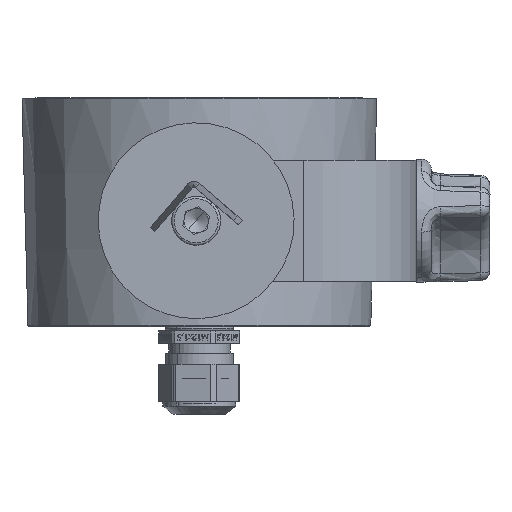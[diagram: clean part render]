
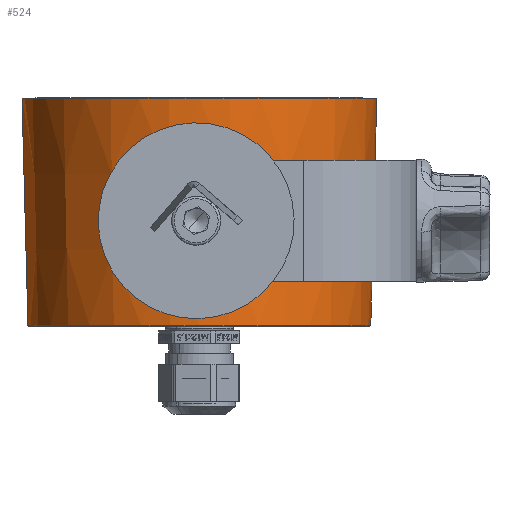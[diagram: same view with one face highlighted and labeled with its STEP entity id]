
A CAD part, front view. The second image highlights one B-rep face of the part: STEP entity #524.
In plain terms, the highlighted conical face has half-angle 1.5 degrees and reference radius 35 mm.
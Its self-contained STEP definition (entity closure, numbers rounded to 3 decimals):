
#245 = EDGE_LOOP ( 'NONE', ( #27722, #22473, #32182, #8226, #31389, #35916, #14545 ) ) ;
#524 = ADVANCED_FACE ( 'NONE', ( #23132 ), #27169, .T. ) ;
#1172 = CARTESIAN_POINT ( 'NONE',  ( 35.349, -2.032, 15.473 ) ) ;
#1380 = VERTEX_POINT ( 'NONE', #30916 ) ;
#1414 = CARTESIAN_POINT ( 'NONE',  ( 35.014, -5.849, 19.055 ) ) ;
#1457 = VERTEX_POINT ( 'NONE', #18667 ) ;
#1780 = CARTESIAN_POINT ( 'NONE',  ( 35.091, -6.066, 23.341 ) ) ;
#1826 = EDGE_CURVE ( 'NONE', #33143, #27686, #8072, .T. ) ;
#2576 = DIRECTION ( 'NONE',  ( 0.026, 0., 1. ) ) ;
#3940 = B_SPLINE_CURVE_WITH_KNOTS ( 'NONE', 3,
 ( #31107, #9426, #20329, #31469, #1414, #17253, #34024, #28364, #25641, #31292, #4315, #35444, #15592, #1780, #27231, #32005, #29787, #4849, #29959, #15410, #32191, #12851, #7038, #7754, #20866, #18662, #21213, #18129, #16121, #29441 ),
 .UNSPECIFIED., .F., .F.,
 ( 4, 2, 2, 2, 2, 2, 2, 2, 2, 2, 2, 2, 2, 2, 4 ),
 ( 0.04, 0.042, 0.043, 0.043, 0.044, 0.045, 0.046, 0.047, 0.048, 0.049, 0.05, 0.051, 0.052, 0.053, 0.055 ),
 .UNSPECIFIED. ) ;
#4315 = CARTESIAN_POINT ( 'NONE',  ( 35.003, -6.33, 21.803 ) ) ;
#4441 = CARTESIAN_POINT ( 'NONE',  ( 35.366, -1.639, 15.353 ) ) ;
#4849 = CARTESIAN_POINT ( 'NONE',  ( 35.263, -5.274, 25.026 ) ) ;
#6224 = EDGE_CURVE ( 'NONE', #34489, #1457, #11116, .T. ) ;
#7038 = CARTESIAN_POINT ( 'NONE',  ( 35.496, -3.783, 26.601 ) ) ;
#7058 = VERTEX_POINT ( 'NONE', #35186 ) ;
#7462 = AXIS2_PLACEMENT_3D ( 'NONE', #17683, #22971, #34097 ) ;
#7754 = CARTESIAN_POINT ( 'NONE',  ( 35.557, -3.268, 26.948 ) ) ;
#8072 = LINE ( 'NONE', #30105, #18102 ) ;
#8226 = ORIENTED_EDGE ( 'NONE', *, *, #15321, .T. ) ;
#9426 = CARTESIAN_POINT ( 'NONE',  ( 35.118, -4.906, 17.439 ) ) ;
#10254 = CARTESIAN_POINT ( 'NONE',  ( 0., 0., 46.5 ) ) ;
#10712 = CIRCLE ( 'NONE', #18832, 36.218 ) ;
#11116 = LINE ( 'NONE', #32991, #15543 ) ;
#12121 = AXIS2_PLACEMENT_3D ( 'NONE', #34257, #29685, #21640 ) ;
#12851 = CARTESIAN_POINT ( 'NONE',  ( 35.464, -4.031, 26.407 ) ) ;
#14545 = ORIENTED_EDGE ( 'NONE', *, *, #19121, .T. ) ;
#14653 = DIRECTION ( 'NONE',  ( 0.026, 0., 1. ) ) ;
#15321 = EDGE_CURVE ( 'NONE', #1457, #7058, #19510, .T. ) ;
#15410 = CARTESIAN_POINT ( 'NONE',  ( 35.364, -4.704, 25.762 ) ) ;
#15530 = CARTESIAN_POINT ( 'NONE',  ( 35.304, -2.794, 15.799 ) ) ;
#15543 = VECTOR ( 'NONE', #2576, 1000. ) ;
#15592 = CARTESIAN_POINT ( 'NONE',  ( 35.048, -6.217, 22.732 ) ) ;
#16121 = CARTESIAN_POINT ( 'NONE',  ( 35.729, -0.63, 27.851 ) ) ;
#16721 = VECTOR ( 'NONE', #14653, 1000. ) ;
#17253 = CARTESIAN_POINT ( 'NONE',  ( 34.994, -6.06, 19.641 ) ) ;
#17389 = CARTESIAN_POINT ( 'NONE',  ( 35., 0., 0. ) ) ;
#17683 = CARTESIAN_POINT ( 'NONE',  ( 0., 0., 0.195 ) ) ;
#18102 = VECTOR ( 'NONE', #21890, 1000. ) ;
#18129 = CARTESIAN_POINT ( 'NONE',  ( 35.71, -1.247, 27.758 ) ) ;
#18662 = CARTESIAN_POINT ( 'NONE',  ( 35.634, -2.439, 27.369 ) ) ;
#18667 = CARTESIAN_POINT ( 'NONE',  ( 35.397, 0., 15.151 ) ) ;
#18832 = AXIS2_PLACEMENT_3D ( 'NONE', #10254, #28001, #21487 ) ;
#18866 = CARTESIAN_POINT ( 'NONE',  ( 35.005, 0., 0.195 ) ) ;
#19121 = EDGE_CURVE ( 'NONE', #27368, #27686, #10712, .T. ) ;
#19510 = B_SPLINE_CURVE_WITH_KNOTS ( 'NONE', 3,
 ( #26466, #24087, #31945, #4441, #1172, #34848, #15530, #20445, #29558, #26634, #20628, #21155 ),
 .UNSPECIFIED., .F., .F.,
 ( 4, 2, 2, 2, 2, 4 ),
 ( 0.035, 0.036, 0.037, 0.038, 0.038, 0.04 ),
 .UNSPECIFIED. ) ;
#20231 = CIRCLE ( 'NONE', #7462, 35.005 ) ;
#20329 = CARTESIAN_POINT ( 'NONE',  ( 35.076, -5.277, 17.938 ) ) ;
#20445 = CARTESIAN_POINT ( 'NONE',  ( 35.278, -3.159, 15.994 ) ) ;
#20628 = CARTESIAN_POINT ( 'NONE',  ( 35.193, -4.166, 16.702 ) ) ;
#20866 = CARTESIAN_POINT ( 'NONE',  ( 35.585, -2.999, 27.102 ) ) ;
#21155 = CARTESIAN_POINT ( 'NONE',  ( 35.163, -4.46, 16.995 ) ) ;
#21213 = CARTESIAN_POINT ( 'NONE',  ( 35.657, -2.144, 27.484 ) ) ;
#21487 = DIRECTION ( 'NONE',  ( -1., 0., 0. ) ) ;
#21640 = DIRECTION ( 'NONE',  ( 1., 0., 0. ) ) ;
#21890 = DIRECTION ( 'NONE',  ( -0.026, 0., 1. ) ) ;
#22042 = EDGE_CURVE ( 'NONE', #7058, #1380, #3940, .T. ) ;
#22414 = EDGE_CURVE ( 'NONE', #1380, #27368, #31057, .T. ) ;
#22473 = ORIENTED_EDGE ( 'NONE', *, *, #22636, .T. ) ;
#22636 = EDGE_CURVE ( 'NONE', #33143, #34489, #20231, .T. ) ;
#22971 = DIRECTION ( 'NONE',  ( 0., 0., 1. ) ) ;
#23132 = FACE_OUTER_BOUND ( 'NONE', #245, .T. ) ;
#24087 = CARTESIAN_POINT ( 'NONE',  ( 35.397, -0.412, 15.151 ) ) ;
#25641 = CARTESIAN_POINT ( 'NONE',  ( 34.983, -6.306, 20.867 ) ) ;
#26230 = CARTESIAN_POINT ( 'NONE',  ( -35.005, 0., 0.195 ) ) ;
#26466 = CARTESIAN_POINT ( 'NONE',  ( 35.397, 0., 15.151 ) ) ;
#26634 = CARTESIAN_POINT ( 'NONE',  ( 35.223, -3.847, 16.442 ) ) ;
#27169 = CONICAL_SURFACE ( 'NONE', #12121, 35., 0.026 ) ;
#27231 = CARTESIAN_POINT ( 'NONE',  ( 35.115, -5.969, 23.636 ) ) ;
#27368 = VERTEX_POINT ( 'NONE', #35239 ) ;
#27686 = VERTEX_POINT ( 'NONE', #31713 ) ;
#27722 = ORIENTED_EDGE ( 'NONE', *, *, #1826, .F. ) ;
#28001 = DIRECTION ( 'NONE',  ( 0., 0., -1. ) ) ;
#28364 = CARTESIAN_POINT ( 'NONE',  ( 34.981, -6.266, 20.552 ) ) ;
#29441 = CARTESIAN_POINT ( 'NONE',  ( 35.729, 0., 27.851 ) ) ;
#29558 = CARTESIAN_POINT ( 'NONE',  ( 35.265, -3.335, 16.1 ) ) ;
#29685 = DIRECTION ( 'NONE',  ( 0., 0., 1. ) ) ;
#29787 = CARTESIAN_POINT ( 'NONE',  ( 35.2, -5.594, 24.488 ) ) ;
#29959 = CARTESIAN_POINT ( 'NONE',  ( 35.297, -5.095, 25.282 ) ) ;
#30105 = CARTESIAN_POINT ( 'NONE',  ( -35., 0., 0. ) ) ;
#30916 = CARTESIAN_POINT ( 'NONE',  ( 35.729, 0., 27.851 ) ) ;
#31057 = LINE ( 'NONE', #17389, #16721 ) ;
#31107 = CARTESIAN_POINT ( 'NONE',  ( 35.163, -4.46, 16.995 ) ) ;
#31292 = CARTESIAN_POINT ( 'NONE',  ( 34.994, -6.337, 21.492 ) ) ;
#31389 = ORIENTED_EDGE ( 'NONE', *, *, #22042, .T. ) ;
#31469 = CARTESIAN_POINT ( 'NONE',  ( 35.028, -5.721, 18.766 ) ) ;
#31713 = CARTESIAN_POINT ( 'NONE',  ( -36.218, 0., 46.5 ) ) ;
#31945 = CARTESIAN_POINT ( 'NONE',  ( 35.39, -0.83, 15.192 ) ) ;
#32005 = CARTESIAN_POINT ( 'NONE',  ( 35.17, -5.733, 24.21 ) ) ;
#32182 = ORIENTED_EDGE ( 'NONE', *, *, #6224, .T. ) ;
#32191 = CARTESIAN_POINT ( 'NONE',  ( 35.397, -4.491, 25.987 ) ) ;
#32991 = CARTESIAN_POINT ( 'NONE',  ( 35., 0., 0. ) ) ;
#33143 = VERTEX_POINT ( 'NONE', #26230 ) ;
#34024 = CARTESIAN_POINT ( 'NONE',  ( 34.987, -6.143, 19.94 ) ) ;
#34097 = DIRECTION ( 'NONE',  ( -1., 0., 0. ) ) ;
#34257 = CARTESIAN_POINT ( 'NONE',  ( 0., 0., 0. ) ) ;
#34489 = VERTEX_POINT ( 'NONE', #18866 ) ;
#34848 = CARTESIAN_POINT ( 'NONE',  ( 35.316, -2.605, 15.71 ) ) ;
#35186 = CARTESIAN_POINT ( 'NONE',  ( 35.163, -4.46, 16.995 ) ) ;
#35239 = CARTESIAN_POINT ( 'NONE',  ( 36.218, 0., 46.5 ) ) ;
#35444 = CARTESIAN_POINT ( 'NONE',  ( 35.03, -6.27, 22.422 ) ) ;
#35916 = ORIENTED_EDGE ( 'NONE', *, *, #22414, .T. ) ;
